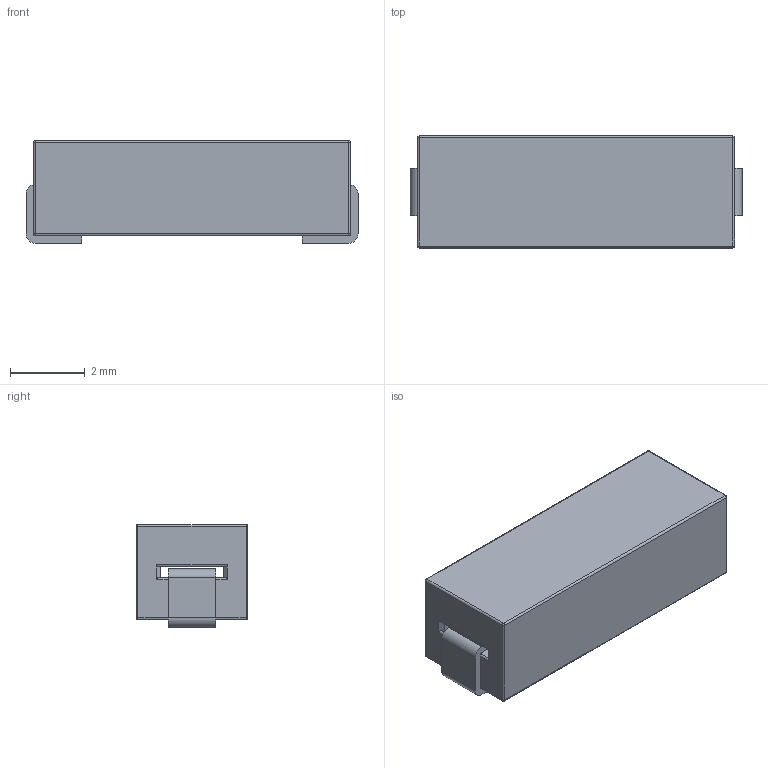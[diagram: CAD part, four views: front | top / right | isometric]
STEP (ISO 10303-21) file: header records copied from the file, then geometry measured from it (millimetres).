
FILE_DESCRIPTION(/* description */ ('Unknown'),/* implementation_level */ '2;1');
FILE_NAME(/* name */ 'FB_Wurth_WE-PBF-8530',/* time_stamp */ '2025-06-19T14:31:20+08:00',/* author */ ('Unknown'),/* organization */ ('Unknown'),/* preprocessor_version */ 'ST-DEVELOPER v19.4',/* originating_system */ 'Solid Edge',/* authorisation */ 'Unknown');
FILE_SCHEMA (('AUTOMOTIVE_DESIGN {1 0 10303 214 3 1 1}'));
Length unit declared in the file: millimetre
Products named in the file (2): FB_Wurth_WE-PBF-8530
Assembly tree (1 placements, depth 2):
  FB_Wurth_WE-PBF-8530
    FB_Wurth_WE-PBF-8530
Bounding box: 8.9 x 3 x 2.75 mm (x, y, z)
Volume: 64.2 mm3; surface area: 170.9 mm2
Topology: 1 solids, 1 shells, 59 faces, 163 edges, 94 vertices
Faces by surface type: plane 26, cylinder 25, sphere 8
Entity records: 2259 total; most frequent: DIRECTION 327, ORIENTED_EDGE 310, CARTESIAN_POINT 310, EDGE_CURVE 155, AXIS2_PLACEMENT_3D 111, LINE 105, VECTOR 105, VERTEX_POINT 94
